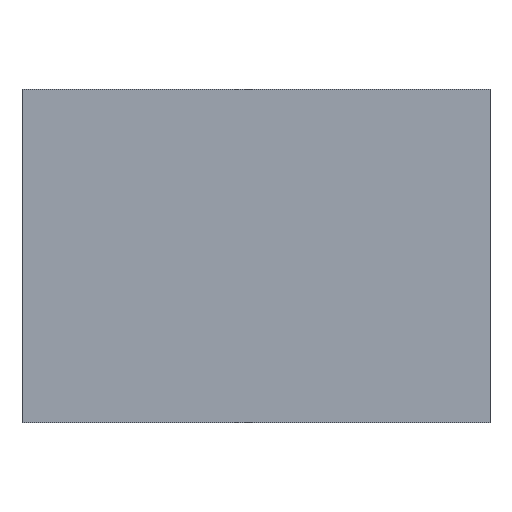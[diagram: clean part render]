
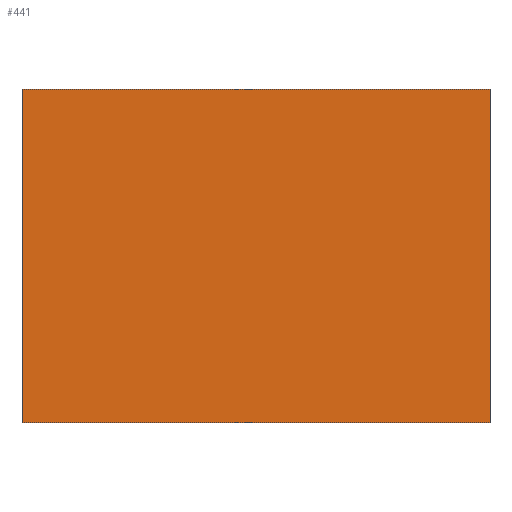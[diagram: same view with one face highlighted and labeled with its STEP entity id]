
A CAD part, top view. The second image highlights one B-rep face of the part: STEP entity #441.
In plain terms, the highlighted planar face has unit normal (0, 0, 1).
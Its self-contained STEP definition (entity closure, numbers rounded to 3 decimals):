
#433=AXIS2_PLACEMENT_3D('Plane Axis2P3D',#430,#431,#432) ;
#245=CARTESIAN_POINT('Vertex',(7.3,0.,2.58)) ;
#252=CARTESIAN_POINT('Vertex',(7.3,5.2,2.58)) ;
#255=CARTESIAN_POINT('Line Origine',(7.3,2.6,2.58)) ;
#276=CARTESIAN_POINT('Vertex',(0.,0.,2.58)) ;
#279=CARTESIAN_POINT('Line Origine',(3.65,0.,2.58)) ;
#300=CARTESIAN_POINT('Vertex',(0.,5.2,2.58)) ;
#303=CARTESIAN_POINT('Line Origine',(0.,2.6,2.58)) ;
#320=CARTESIAN_POINT('Line Origine',(3.65,5.2,2.58)) ;
#430=CARTESIAN_POINT('Axis2P3D Location',(3.65,2.6,2.58)) ;
#256=DIRECTION('Vector Direction',(0.,-1.,0.)) ;
#280=DIRECTION('Vector Direction',(1.,0.,0.)) ;
#304=DIRECTION('Vector Direction',(0.,1.,0.)) ;
#321=DIRECTION('Vector Direction',(-1.,0.,0.)) ;
#431=DIRECTION('Axis2P3D Direction',(0.,0.,1.)) ;
#432=DIRECTION('Axis2P3D XDirection',(0.,-1.,0.)) ;
#257=VECTOR('Line Direction',#256,1.) ;
#281=VECTOR('Line Direction',#280,1.) ;
#305=VECTOR('Line Direction',#304,1.) ;
#322=VECTOR('Line Direction',#321,1.) ;
#436=ORIENTED_EDGE('',*,*,#324,.T.) ;
#437=ORIENTED_EDGE('',*,*,#307,.T.) ;
#438=ORIENTED_EDGE('',*,*,#283,.T.) ;
#439=ORIENTED_EDGE('',*,*,#259,.T.) ;
#441=ADVANCED_FACE('S3D',(#440),#434,.T.) ;
#259=EDGE_CURVE('',#246,#253,#258,.F.) ;
#283=EDGE_CURVE('',#277,#246,#282,.T.) ;
#307=EDGE_CURVE('',#301,#277,#306,.F.) ;
#324=EDGE_CURVE('',#253,#301,#323,.T.) ;
#435=EDGE_LOOP('',(#436,#437,#438,#439)) ;
#440=FACE_OUTER_BOUND('',#435,.T.) ;
#258=LINE('Line',#255,#257) ;
#282=LINE('Line',#279,#281) ;
#306=LINE('Line',#303,#305) ;
#323=LINE('Line',#320,#322) ;
#434=PLANE('',#433) ;
#246=VERTEX_POINT('',#245) ;
#253=VERTEX_POINT('',#252) ;
#277=VERTEX_POINT('',#276) ;
#301=VERTEX_POINT('',#300) ;
